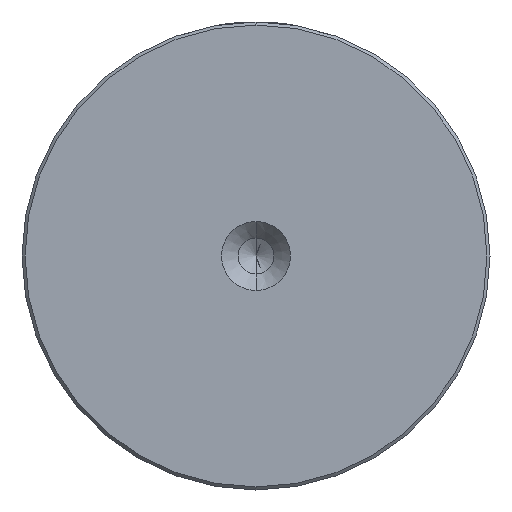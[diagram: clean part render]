
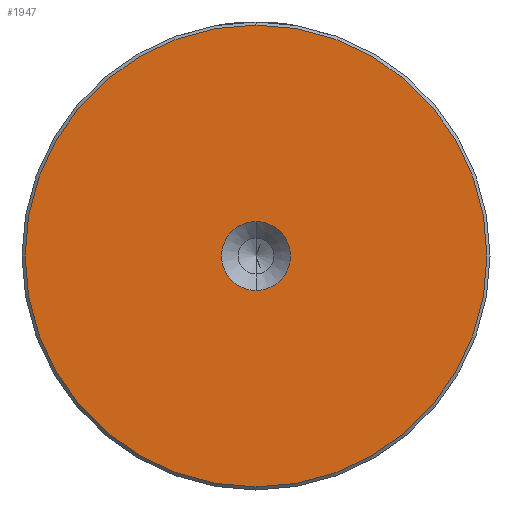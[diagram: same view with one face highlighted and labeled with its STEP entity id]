
A CAD part, left-side view. The second image highlights one B-rep face of the part: STEP entity #1947.
In plain terms, the highlighted planar face has unit normal (-1, 0, 0).
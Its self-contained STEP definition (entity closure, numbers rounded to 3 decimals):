
#14 = CARTESIAN_POINT ( 'NONE',  ( 0., 0., 0. ) ) ;
#128 = CARTESIAN_POINT ( 'NONE',  ( 0., 0., 37.5 ) ) ;
#202 = CARTESIAN_POINT ( 'NONE',  ( 0., 0., -5.6 ) ) ;
#226 = DIRECTION ( 'NONE',  ( 0., 0., 1. ) ) ;
#437 = CIRCLE ( 'NONE', #1149, 37.5 ) ;
#482 = DIRECTION ( 'NONE',  ( 0., 0., 1. ) ) ;
#506 = DIRECTION ( 'NONE',  ( -1., 0., 0. ) ) ;
#602 = FACE_OUTER_BOUND ( 'NONE', #1600, .T. ) ;
#662 = EDGE_CURVE ( 'NONE', #1738, #772, #779, .T. ) ;
#772 = VERTEX_POINT ( 'NONE', #1147 ) ;
#779 = CIRCLE ( 'NONE', #1513, 5.6 ) ;
#859 = ORIENTED_EDGE ( 'NONE', *, *, #2269, .T. ) ;
#907 = ORIENTED_EDGE ( 'NONE', *, *, #662, .F. ) ;
#970 = EDGE_LOOP ( 'NONE', ( #1855, #907 ) ) ;
#1020 = VERTEX_POINT ( 'NONE', #128 ) ;
#1028 = DIRECTION ( 'NONE',  ( -1., 0., 0. ) ) ;
#1137 = AXIS2_PLACEMENT_3D ( 'NONE', #1242, #1641, #482 ) ;
#1147 = CARTESIAN_POINT ( 'NONE',  ( 0., 0., 5.6 ) ) ;
#1149 = AXIS2_PLACEMENT_3D ( 'NONE', #1657, #506, #1854 ) ;
#1179 = EDGE_CURVE ( 'NONE', #1837, #1020, #437, .T. ) ;
#1188 = CARTESIAN_POINT ( 'NONE',  ( 0., 0., -37.5 ) ) ;
#1217 = AXIS2_PLACEMENT_3D ( 'NONE', #14, #1382, #226 ) ;
#1242 = CARTESIAN_POINT ( 'NONE',  ( 0., 0., 0. ) ) ;
#1382 = DIRECTION ( 'NONE',  ( -1., 0., 0. ) ) ;
#1440 = PLANE ( 'NONE',  #1137 ) ;
#1502 = FACE_BOUND ( 'NONE', #970, .T. ) ;
#1509 = DIRECTION ( 'NONE',  ( 0., 0., 1. ) ) ;
#1513 = AXIS2_PLACEMENT_3D ( 'NONE', #1539, #1526, #1509 ) ;
#1526 = DIRECTION ( 'NONE',  ( -1., 0., 0. ) ) ;
#1539 = CARTESIAN_POINT ( 'NONE',  ( 0., 0., 0. ) ) ;
#1600 = EDGE_LOOP ( 'NONE', ( #2389, #859 ) ) ;
#1641 = DIRECTION ( 'NONE',  ( -1., 0., 0. ) ) ;
#1657 = CARTESIAN_POINT ( 'NONE',  ( 0., 0., 0. ) ) ;
#1738 = VERTEX_POINT ( 'NONE', #202 ) ;
#1745 = CIRCLE ( 'NONE', #2266, 5.6 ) ;
#1837 = VERTEX_POINT ( 'NONE', #1188 ) ;
#1854 = DIRECTION ( 'NONE',  ( 0., 0., 1. ) ) ;
#1855 = ORIENTED_EDGE ( 'NONE', *, *, #2359, .F. ) ;
#1947 = ADVANCED_FACE ( 'NONE', ( #602, #1502 ), #1440, .T. ) ;
#2193 = CARTESIAN_POINT ( 'NONE',  ( 0., 0., 0. ) ) ;
#2266 = AXIS2_PLACEMENT_3D ( 'NONE', #2193, #1028, #2386 ) ;
#2269 = EDGE_CURVE ( 'NONE', #1020, #1837, #2380, .T. ) ;
#2359 = EDGE_CURVE ( 'NONE', #772, #1738, #1745, .T. ) ;
#2380 = CIRCLE ( 'NONE', #1217, 37.5 ) ;
#2386 = DIRECTION ( 'NONE',  ( 0., 0., 1. ) ) ;
#2389 = ORIENTED_EDGE ( 'NONE', *, *, #1179, .T. ) ;
